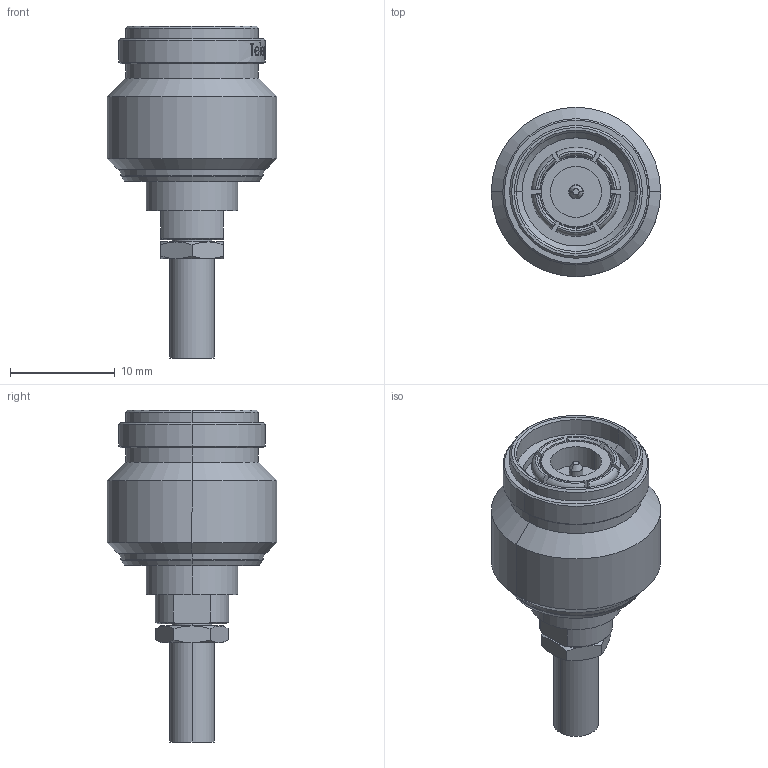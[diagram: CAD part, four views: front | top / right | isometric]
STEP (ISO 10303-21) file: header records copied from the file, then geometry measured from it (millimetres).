
FILE_DESCRIPTION (( 'STEP AP214' ), '1' );
FILE_NAME ('J01010A0043.STEP', '2019-07-04T12:56:26', ( '' ), ( '' ), 'SwSTEP 2.0', 'SolidWorks 2018', '' );
FILE_SCHEMA (( 'AUTOMOTIVE_DESIGN' ));
Length unit declared in the file: millimetre
Products named in the file (1): J01010A0043
Bounding box: 16.2 x 16.2 x 31.75 mm (x, y, z)
Volume: 2708.2 mm3; surface area: 1817.5 mm2
Topology: 1 solids, 1 shells, 313 faces, 779 edges, 505 vertices
Faces by surface type: plane 101, bspline 83, cylinder 66, cone 55, torus 8
Entity records: 18311 total; most frequent: CARTESIAN_POINT 8176, ORIENTED_EDGE 1558, DIRECTION 1103, EDGE_CURVE 779, VERTEX_POINT 505, AXIS2_PLACEMENT_3D 430, EDGE_LOOP 350, B_SPLINE_CURVE_WITH_KNOTS 323
